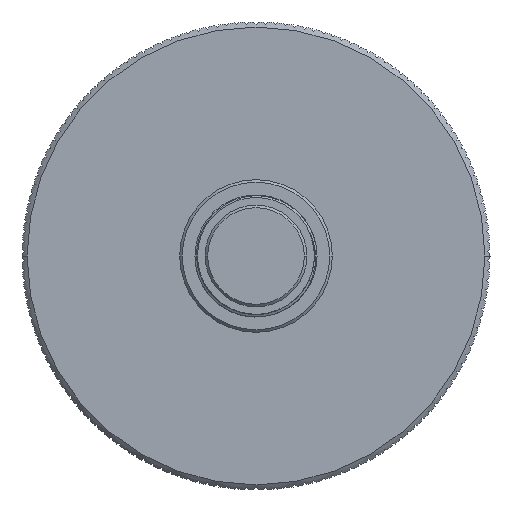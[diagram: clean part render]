
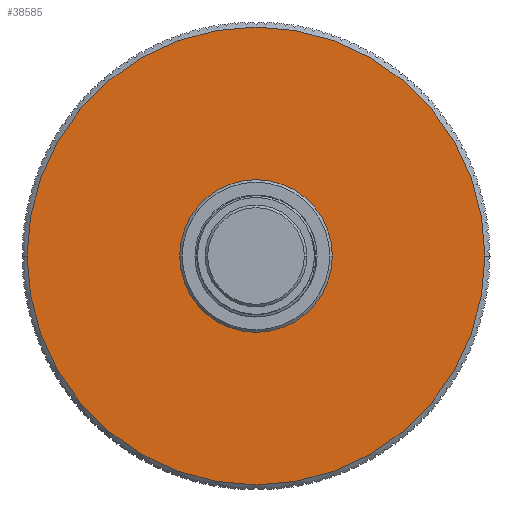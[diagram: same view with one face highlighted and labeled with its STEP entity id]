
A CAD part, left-side view. The second image highlights one B-rep face of the part: STEP entity #38585.
In plain terms, the highlighted face is planar.
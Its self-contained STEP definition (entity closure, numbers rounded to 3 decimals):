
#39 = EDGE_CURVE('',#40,#42,#44,.T.);
#40 = VERTEX_POINT('',#41);
#41 = CARTESIAN_POINT('',(22.5,12.83,0.));
#42 = VERTEX_POINT('',#43);
#43 = CARTESIAN_POINT('',(-22.5,12.83,0.));
#44 = SURFACE_CURVE('',#45,(#50,#62),.PCURVE_S1.);
#45 = CIRCLE('',#46,22.5);
#46 = AXIS2_PLACEMENT_3D('',#47,#48,#49);
#47 = CARTESIAN_POINT('',(0.,12.83,0.));
#48 = DIRECTION('',(0.,-1.,-0.));
#49 = DIRECTION('',(1.,0.,0.));
#50 = PCURVE('',#51,#56);
#51 = CONICAL_SURFACE('',#52,22.5,0.785);
#52 = AXIS2_PLACEMENT_3D('',#53,#54,#55);
#53 = CARTESIAN_POINT('',(0.,12.83,0.));
#54 = DIRECTION('',(0.,1.,0.));
#55 = DIRECTION('',(-1.,0.,0.));
#56 = DEFINITIONAL_REPRESENTATION('',(#57),#61);
#57 = LINE('',#58,#59);
#58 = CARTESIAN_POINT('',(3.142,0.));
#59 = VECTOR('',#60,1.);
#60 = DIRECTION('',(-1.,0.));
#61 = ( GEOMETRIC_REPRESENTATION_CONTEXT(2) 
PARAMETRIC_REPRESENTATION_CONTEXT() REPRESENTATION_CONTEXT('2D SPACE',''
  ) );
#62 = PCURVE('',#63,#68);
#63 = PLANE('',#64);
#64 = AXIS2_PLACEMENT_3D('',#65,#66,#67);
#65 = CARTESIAN_POINT('',(7.5,12.83,0.));
#66 = DIRECTION('',(0.,-1.,-0.));
#67 = DIRECTION('',(1.,0.,0.));
#68 = DEFINITIONAL_REPRESENTATION('',(#69),#73);
#69 = CIRCLE('',#70,22.5);
#70 = AXIS2_PLACEMENT_2D('',#71,#72);
#71 = CARTESIAN_POINT('',(-7.5,0.));
#72 = DIRECTION('',(1.,0.));
#73 = ( GEOMETRIC_REPRESENTATION_CONTEXT(2) 
PARAMETRIC_REPRESENTATION_CONTEXT() REPRESENTATION_CONTEXT('2D SPACE',''
  ) );
#91 = CONICAL_SURFACE('',#92,22.5,0.785);
#92 = AXIS2_PLACEMENT_3D('',#93,#94,#95);
#93 = CARTESIAN_POINT('',(0.,12.83,0.));
#94 = DIRECTION('',(0.,1.,0.));
#95 = DIRECTION('',(-1.,0.,0.));
#10329 = CYLINDRICAL_SURFACE('',#10330,7.5);
#10330 = AXIS2_PLACEMENT_3D('',#10331,#10332,#10333);
#10331 = CARTESIAN_POINT('',(0.,0.,0.));
#10332 = DIRECTION('',(0.,-1.,-0.));
#10333 = DIRECTION('',(1.,0.,0.));
#19516 = EDGE_CURVE('',#19517,#19519,#19521,.T.);
#19517 = VERTEX_POINT('',#19518);
#19518 = CARTESIAN_POINT('',(7.5,12.83,0.));
#19519 = VERTEX_POINT('',#19520);
#19520 = CARTESIAN_POINT('',(-7.5,12.83,0.));
#19521 = SURFACE_CURVE('',#19522,(#19527,#19534),.PCURVE_S1.);
#19522 = CIRCLE('',#19523,7.5);
#19523 = AXIS2_PLACEMENT_3D('',#19524,#19525,#19526);
#19524 = CARTESIAN_POINT('',(0.,12.83,0.));
#19525 = DIRECTION('',(0.,-1.,-0.));
#19526 = DIRECTION('',(1.,0.,0.));
#19527 = PCURVE('',#10329,#19528);
#19528 = DEFINITIONAL_REPRESENTATION('',(#19529),#19533);
#19529 = LINE('',#19530,#19531);
#19530 = CARTESIAN_POINT('',(0.,-12.83));
#19531 = VECTOR('',#19532,1.);
#19532 = DIRECTION('',(1.,0.));
#19533 = ( GEOMETRIC_REPRESENTATION_CONTEXT(2) 
PARAMETRIC_REPRESENTATION_CONTEXT() REPRESENTATION_CONTEXT('2D SPACE',''
  ) );
#19534 = PCURVE('',#63,#19535);
#19535 = DEFINITIONAL_REPRESENTATION('',(#19536),#19540);
#19536 = CIRCLE('',#19537,7.5);
#19537 = AXIS2_PLACEMENT_2D('',#19538,#19539);
#19538 = CARTESIAN_POINT('',(-7.5,0.));
#19539 = DIRECTION('',(1.,0.));
#19540 = ( GEOMETRIC_REPRESENTATION_CONTEXT(2) 
PARAMETRIC_REPRESENTATION_CONTEXT() REPRESENTATION_CONTEXT('2D SPACE',''
  ) );
#19556 = CYLINDRICAL_SURFACE('',#19557,7.5);
#19557 = AXIS2_PLACEMENT_3D('',#19558,#19559,#19560);
#19558 = CARTESIAN_POINT('',(0.,0.,0.));
#19559 = DIRECTION('',(0.,-1.,-0.));
#19560 = DIRECTION('',(1.,0.,0.));
#38541 = EDGE_CURVE('',#19519,#19517,#38542,.T.);
#38542 = SURFACE_CURVE('',#38543,(#38548,#38555),.PCURVE_S1.);
#38543 = CIRCLE('',#38544,7.5);
#38544 = AXIS2_PLACEMENT_3D('',#38545,#38546,#38547);
#38545 = CARTESIAN_POINT('',(0.,12.83,0.));
#38546 = DIRECTION('',(0.,-1.,-0.));
#38547 = DIRECTION('',(1.,0.,0.));
#38548 = PCURVE('',#19556,#38549);
#38549 = DEFINITIONAL_REPRESENTATION('',(#38550),#38554);
#38550 = LINE('',#38551,#38552);
#38551 = CARTESIAN_POINT('',(0.,-12.83));
#38552 = VECTOR('',#38553,1.);
#38553 = DIRECTION('',(1.,0.));
#38554 = ( GEOMETRIC_REPRESENTATION_CONTEXT(2) 
PARAMETRIC_REPRESENTATION_CONTEXT() REPRESENTATION_CONTEXT('2D SPACE',''
  ) );
#38555 = PCURVE('',#63,#38556);
#38556 = DEFINITIONAL_REPRESENTATION('',(#38557),#38561);
#38557 = CIRCLE('',#38558,7.5);
#38558 = AXIS2_PLACEMENT_2D('',#38559,#38560);
#38559 = CARTESIAN_POINT('',(-7.5,0.));
#38560 = DIRECTION('',(1.,0.));
#38561 = ( GEOMETRIC_REPRESENTATION_CONTEXT(2) 
PARAMETRIC_REPRESENTATION_CONTEXT() REPRESENTATION_CONTEXT('2D SPACE',''
  ) );
#38585 = ADVANCED_FACE('',(#38586,#38611),#63,.T.);
#38586 = FACE_BOUND('',#38587,.T.);
#38587 = EDGE_LOOP('',(#38588,#38610));
#38588 = ORIENTED_EDGE('',*,*,#38589,.T.);
#38589 = EDGE_CURVE('',#42,#40,#38590,.T.);
#38590 = SURFACE_CURVE('',#38591,(#38596,#38603),.PCURVE_S1.);
#38591 = CIRCLE('',#38592,22.5);
#38592 = AXIS2_PLACEMENT_3D('',#38593,#38594,#38595);
#38593 = CARTESIAN_POINT('',(0.,12.83,0.));
#38594 = DIRECTION('',(0.,-1.,-0.));
#38595 = DIRECTION('',(1.,0.,0.));
#38596 = PCURVE('',#63,#38597);
#38597 = DEFINITIONAL_REPRESENTATION('',(#38598),#38602);
#38598 = CIRCLE('',#38599,22.5);
#38599 = AXIS2_PLACEMENT_2D('',#38600,#38601);
#38600 = CARTESIAN_POINT('',(-7.5,0.));
#38601 = DIRECTION('',(1.,0.));
#38602 = ( GEOMETRIC_REPRESENTATION_CONTEXT(2) 
PARAMETRIC_REPRESENTATION_CONTEXT() REPRESENTATION_CONTEXT('2D SPACE',''
  ) );
#38603 = PCURVE('',#91,#38604);
#38604 = DEFINITIONAL_REPRESENTATION('',(#38605),#38609);
#38605 = LINE('',#38606,#38607);
#38606 = CARTESIAN_POINT('',(9.425,0.));
#38607 = VECTOR('',#38608,1.);
#38608 = DIRECTION('',(-1.,0.));
#38609 = ( GEOMETRIC_REPRESENTATION_CONTEXT(2) 
PARAMETRIC_REPRESENTATION_CONTEXT() REPRESENTATION_CONTEXT('2D SPACE',''
  ) );
#38610 = ORIENTED_EDGE('',*,*,#39,.T.);
#38611 = FACE_BOUND('',#38612,.T.);
#38612 = EDGE_LOOP('',(#38613,#38614));
#38613 = ORIENTED_EDGE('',*,*,#19516,.F.);
#38614 = ORIENTED_EDGE('',*,*,#38541,.F.);
